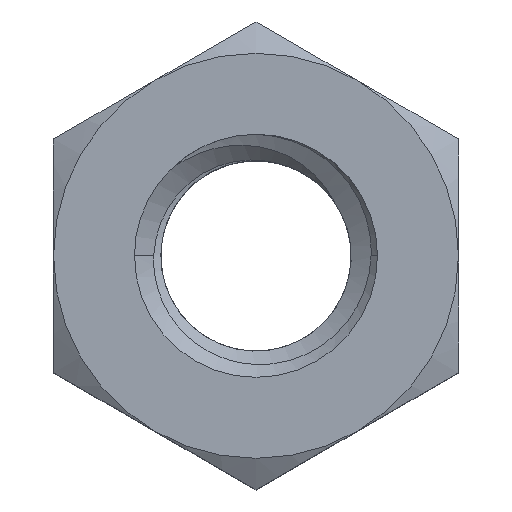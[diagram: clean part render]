
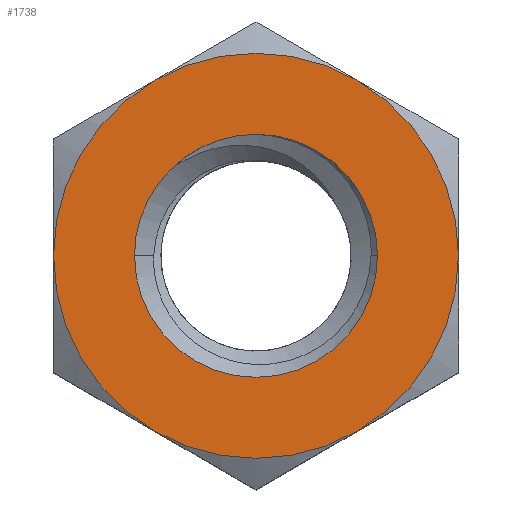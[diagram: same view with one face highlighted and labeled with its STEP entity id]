
A CAD part, top view. The second image highlights one B-rep face of the part: STEP entity #1738.
In plain terms, the highlighted planar face has unit normal (0, 0, 1).
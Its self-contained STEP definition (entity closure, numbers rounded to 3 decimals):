
#46 = ORIENTED_EDGE ( 'NONE', *, *, #1417, .F. ) ;
#69 = VERTEX_POINT ( 'NONE', #770 ) ;
#82 = CARTESIAN_POINT ( 'NONE',  ( -2.5, 4.33, 2.5 ) ) ;
#94 = DIRECTION ( 'NONE',  ( 1., 0., 0. ) ) ;
#100 = DIRECTION ( 'NONE',  ( 0., 0., 1. ) ) ;
#109 = CARTESIAN_POINT ( 'NONE',  ( 0., 0., 2.5 ) ) ;
#115 = ORIENTED_EDGE ( 'NONE', *, *, #506, .F. ) ;
#154 = DIRECTION ( 'NONE',  ( 0., 0., 1. ) ) ;
#179 = CARTESIAN_POINT ( 'NONE',  ( 0., 0., 2.5 ) ) ;
#194 = VERTEX_POINT ( 'NONE', #1920 ) ;
#238 = ORIENTED_EDGE ( 'NONE', *, *, #1811, .F. ) ;
#256 = ORIENTED_EDGE ( 'NONE', *, *, #1114, .T. ) ;
#268 = PLANE ( 'NONE',  #1969 ) ;
#289 = DIRECTION ( 'NONE',  ( 0., 0., 1. ) ) ;
#299 = CARTESIAN_POINT ( 'NONE',  ( 0., 0., 2.5 ) ) ;
#345 = EDGE_CURVE ( 'NONE', #892, #802, #894, .T. ) ;
#359 = CARTESIAN_POINT ( 'NONE',  ( 0., 0., 2.5 ) ) ;
#371 = CIRCLE ( 'NONE', #1686, 3. ) ;
#383 = EDGE_CURVE ( 'NONE', #2185, #2291, #2128, .T. ) ;
#385 = CIRCLE ( 'NONE', #2175, 5. ) ;
#393 = DIRECTION ( 'NONE',  ( 0., 0., 1. ) ) ;
#406 = DIRECTION ( 'NONE',  ( 0., 0., 1. ) ) ;
#411 = DIRECTION ( 'NONE',  ( 1., 0., 0. ) ) ;
#451 = DIRECTION ( 'NONE',  ( 0., 0., 1. ) ) ;
#506 = EDGE_CURVE ( 'NONE', #1160, #2185, #1391, .T. ) ;
#539 = FACE_OUTER_BOUND ( 'NONE', #616, .T. ) ;
#576 = CARTESIAN_POINT ( 'NONE',  ( 0., 0., 2.5 ) ) ;
#581 = CIRCLE ( 'NONE', #1425, 5. ) ;
#616 = EDGE_LOOP ( 'NONE', ( #256, #2130, #1687, #1423, #2000, #646 ) ) ;
#646 = ORIENTED_EDGE ( 'NONE', *, *, #1545, .T. ) ;
#653 = DIRECTION ( 'NONE',  ( 1., 0., 0. ) ) ;
#657 = AXIS2_PLACEMENT_3D ( 'NONE', #1592, #154, #1759 ) ;
#693 = DIRECTION ( 'NONE',  ( 0., 0., 1. ) ) ;
#733 = CARTESIAN_POINT ( 'NONE',  ( 2.5, -4.33, 2.5 ) ) ;
#739 = CARTESIAN_POINT ( 'NONE',  ( 0., 0., 2.5 ) ) ;
#770 = CARTESIAN_POINT ( 'NONE',  ( -2.5, -4.33, 2.5 ) ) ;
#783 = CARTESIAN_POINT ( 'NONE',  ( 0., 3., 2.5 ) ) ;
#802 = VERTEX_POINT ( 'NONE', #1129 ) ;
#811 = CARTESIAN_POINT ( 'NONE',  ( 3., 0., 2.5 ) ) ;
#826 = DIRECTION ( 'NONE',  ( 1., 0., 0. ) ) ;
#882 = AXIS2_PLACEMENT_3D ( 'NONE', #576, #1088, #1972 ) ;
#892 = VERTEX_POINT ( 'NONE', #82 ) ;
#894 = CIRCLE ( 'NONE', #1204, 5. ) ;
#975 = CARTESIAN_POINT ( 'NONE',  ( 5., 0., 2.5 ) ) ;
#981 = CARTESIAN_POINT ( 'NONE',  ( 0., 0., 2.5 ) ) ;
#1042 = VERTEX_POINT ( 'NONE', #975 ) ;
#1061 = EDGE_CURVE ( 'NONE', #194, #892, #1805, .T. ) ;
#1066 = EDGE_CURVE ( 'NONE', #1042, #194, #1499, .T. ) ;
#1088 = DIRECTION ( 'NONE',  ( 0., 0., 1. ) ) ;
#1095 = AXIS2_PLACEMENT_3D ( 'NONE', #1299, #406, #411 ) ;
#1114 = EDGE_CURVE ( 'NONE', #1413, #1042, #385, .T. ) ;
#1129 = CARTESIAN_POINT ( 'NONE',  ( -5., 0., 2.5 ) ) ;
#1160 = VERTEX_POINT ( 'NONE', #2058 ) ;
#1167 = DIRECTION ( 'NONE',  ( 0., 0., 1. ) ) ;
#1204 = AXIS2_PLACEMENT_3D ( 'NONE', #359, #1614, #1222 ) ;
#1205 = ORIENTED_EDGE ( 'NONE', *, *, #383, .F. ) ;
#1222 = DIRECTION ( 'NONE',  ( 1., 0., 0. ) ) ;
#1275 = DIRECTION ( 'NONE',  ( 1., 0., 0. ) ) ;
#1299 = CARTESIAN_POINT ( 'NONE',  ( 0., 0., 2.5 ) ) ;
#1311 = CARTESIAN_POINT ( 'NONE',  ( 0., 0., 2.5 ) ) ;
#1317 = CIRCLE ( 'NONE', #657, 5. ) ;
#1325 = AXIS2_PLACEMENT_3D ( 'NONE', #1311, #451, #94 ) ;
#1339 = CARTESIAN_POINT ( 'NONE',  ( 0., 0., 2.5 ) ) ;
#1343 = FACE_BOUND ( 'NONE', #2067, .T. ) ;
#1359 = DIRECTION ( 'NONE',  ( 1., 0., 0. ) ) ;
#1391 = CIRCLE ( 'NONE', #882, 3. ) ;
#1413 = VERTEX_POINT ( 'NONE', #733 ) ;
#1417 = EDGE_CURVE ( 'NONE', #2291, #1445, #2099, .T. ) ;
#1423 = ORIENTED_EDGE ( 'NONE', *, *, #345, .T. ) ;
#1425 = AXIS2_PLACEMENT_3D ( 'NONE', #739, #393, #1275 ) ;
#1445 = VERTEX_POINT ( 'NONE', #1657 ) ;
#1499 = CIRCLE ( 'NONE', #2056, 5. ) ;
#1538 = DIRECTION ( 'NONE',  ( 0., 0., 1. ) ) ;
#1545 = EDGE_CURVE ( 'NONE', #69, #1413, #581, .T. ) ;
#1592 = CARTESIAN_POINT ( 'NONE',  ( 0., 0., 2.5 ) ) ;
#1614 = DIRECTION ( 'NONE',  ( 0., 0., 1. ) ) ;
#1657 = CARTESIAN_POINT ( 'NONE',  ( -2.121, 2.121, 2.5 ) ) ;
#1686 = AXIS2_PLACEMENT_3D ( 'NONE', #981, #100, #1359 ) ;
#1687 = ORIENTED_EDGE ( 'NONE', *, *, #1061, .T. ) ;
#1738 = ADVANCED_FACE ( 'NONE', ( #1343, #539 ), #268, .T. ) ;
#1759 = DIRECTION ( 'NONE',  ( 1., 0., 0. ) ) ;
#1805 = CIRCLE ( 'NONE', #1325, 5. ) ;
#1811 = EDGE_CURVE ( 'NONE', #1445, #1160, #371, .T. ) ;
#1829 = AXIS2_PLACEMENT_3D ( 'NONE', #179, #693, #1931 ) ;
#1856 = EDGE_CURVE ( 'NONE', #802, #69, #1317, .T. ) ;
#1890 = DIRECTION ( 'NONE',  ( 1., 0., 0. ) ) ;
#1920 = CARTESIAN_POINT ( 'NONE',  ( 2.5, 4.33, 2.5 ) ) ;
#1931 = DIRECTION ( 'NONE',  ( 1., 0., 0. ) ) ;
#1969 = AXIS2_PLACEMENT_3D ( 'NONE', #1339, #1538, #1890 ) ;
#1972 = DIRECTION ( 'NONE',  ( 1., 0., 0. ) ) ;
#2000 = ORIENTED_EDGE ( 'NONE', *, *, #1856, .T. ) ;
#2056 = AXIS2_PLACEMENT_3D ( 'NONE', #299, #1167, #826 ) ;
#2058 = CARTESIAN_POINT ( 'NONE',  ( -3., 0., 2.5 ) ) ;
#2067 = EDGE_LOOP ( 'NONE', ( #238, #46, #1205, #115 ) ) ;
#2099 = CIRCLE ( 'NONE', #1095, 3. ) ;
#2128 = CIRCLE ( 'NONE', #1829, 3. ) ;
#2130 = ORIENTED_EDGE ( 'NONE', *, *, #1066, .T. ) ;
#2175 = AXIS2_PLACEMENT_3D ( 'NONE', #109, #289, #653 ) ;
#2185 = VERTEX_POINT ( 'NONE', #811 ) ;
#2291 = VERTEX_POINT ( 'NONE', #783 ) ;
